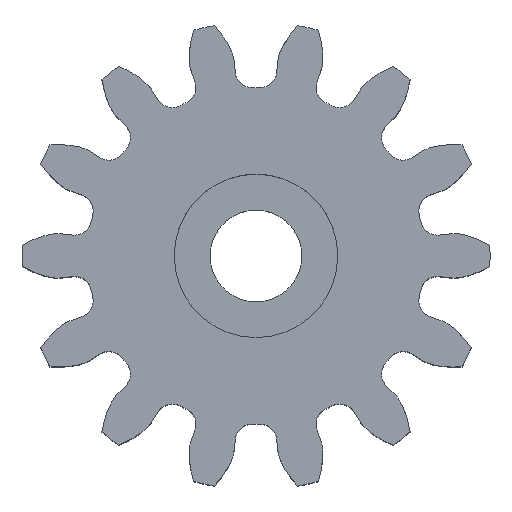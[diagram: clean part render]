
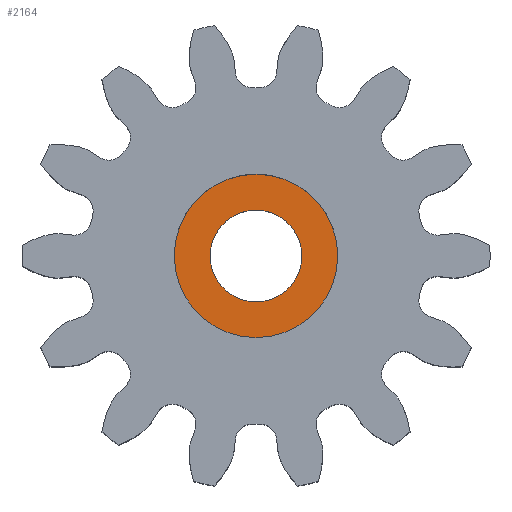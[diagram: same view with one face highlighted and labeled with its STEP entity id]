
A CAD part, top view. The second image highlights one B-rep face of the part: STEP entity #2164.
In plain terms, the highlighted planar face has unit normal (0, 0, 1).
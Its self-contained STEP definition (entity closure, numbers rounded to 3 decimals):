
#100=FACE_BOUND('',#259,.T.);
#104=PLANE('',#2302);
#138=FACE_OUTER_BOUND('',#258,.T.);
#258=EDGE_LOOP('',(#1422));
#259=EDGE_LOOP('',(#1423));
#723=CIRCLE('',#2301,2.85);
#724=CIRCLE('',#2303,1.6);
#841=VERTEX_POINT('',#3107);
#842=VERTEX_POINT('',#3111);
#1073=EDGE_CURVE('',#841,#841,#723,.T.);
#1074=EDGE_CURVE('',#842,#842,#724,.T.);
#1422=ORIENTED_EDGE('',*,*,#1073,.F.);
#1423=ORIENTED_EDGE('',*,*,#1074,.F.);
#2164=ADVANCED_FACE('',(#138,#100),#104,.F.);
#2301=AXIS2_PLACEMENT_3D('',#3109,#2521,#2522);
#2302=AXIS2_PLACEMENT_3D('',#3110,#2523,#2524);
#2303=AXIS2_PLACEMENT_3D('',#3112,#2525,#2526);
#2521=DIRECTION('center_axis',(0.,0.,-1.));
#2522=DIRECTION('ref_axis',(0.,1.,0.));
#2523=DIRECTION('center_axis',(0.,0.,-1.));
#2524=DIRECTION('ref_axis',(0.,1.,0.));
#2525=DIRECTION('center_axis',(0.,0.,1.));
#2526=DIRECTION('ref_axis',(1.,0.,0.));
#3107=CARTESIAN_POINT('',(0.,-2.85,3.3));
#3109=CARTESIAN_POINT('Origin',(0.,0.,3.3));
#3110=CARTESIAN_POINT('Origin',(0.,0.,3.3));
#3111=CARTESIAN_POINT('',(-1.6,0.,3.3));
#3112=CARTESIAN_POINT('Origin',(0.,0.,3.3));
